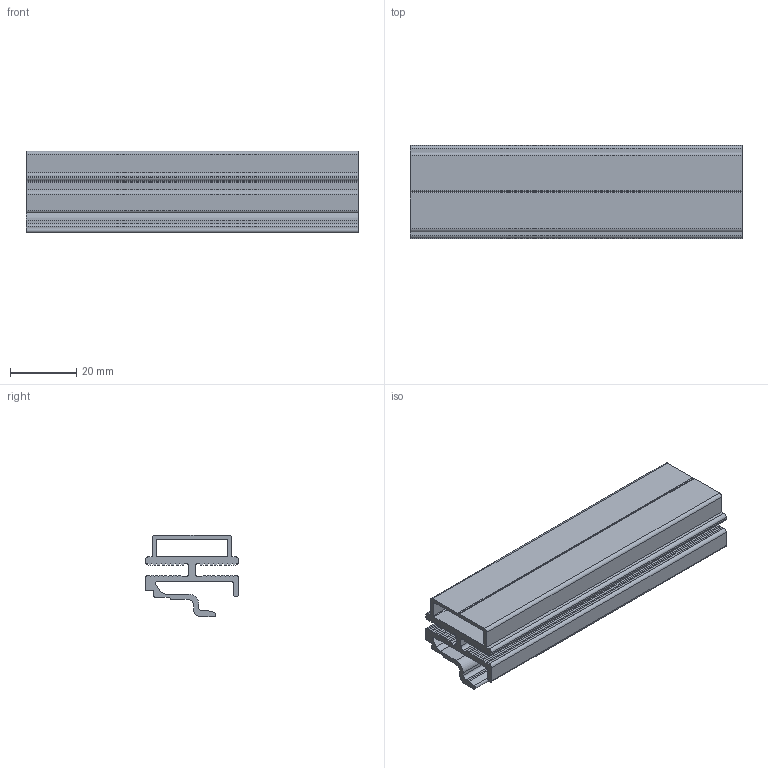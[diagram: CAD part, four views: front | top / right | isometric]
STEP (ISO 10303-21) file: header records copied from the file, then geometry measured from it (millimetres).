
FILE_DESCRIPTION (( 'STEP AP214' ), '1' );
FILE_NAME ('084.114.029.STEP', '2020-07-23T08:35:19', ( '' ), ( '' ), 'SwSTEP 2.0', 'SolidWorks 2018', '' );
FILE_SCHEMA (( 'AUTOMOTIVE_DESIGN' ));
Length unit declared in the file: millimetre
Products named in the file (1): 084.114.029
Bounding box: 100 x 28 x 24.6 mm (x, y, z)
Volume: 21310.3 mm3; surface area: 27156.9 mm2
Topology: 1 solids, 1 shells, 165 faces, 489 edges, 326 vertices
Faces by surface type: plane 132, cylinder 33
Entity records: 5507 total; most frequent: CARTESIAN_POINT 981, ORIENTED_EDGE 978, DIRECTION 887, EDGE_CURVE 489, LINE 423, VECTOR 423, VERTEX_POINT 326, AXIS2_PLACEMENT_3D 232
